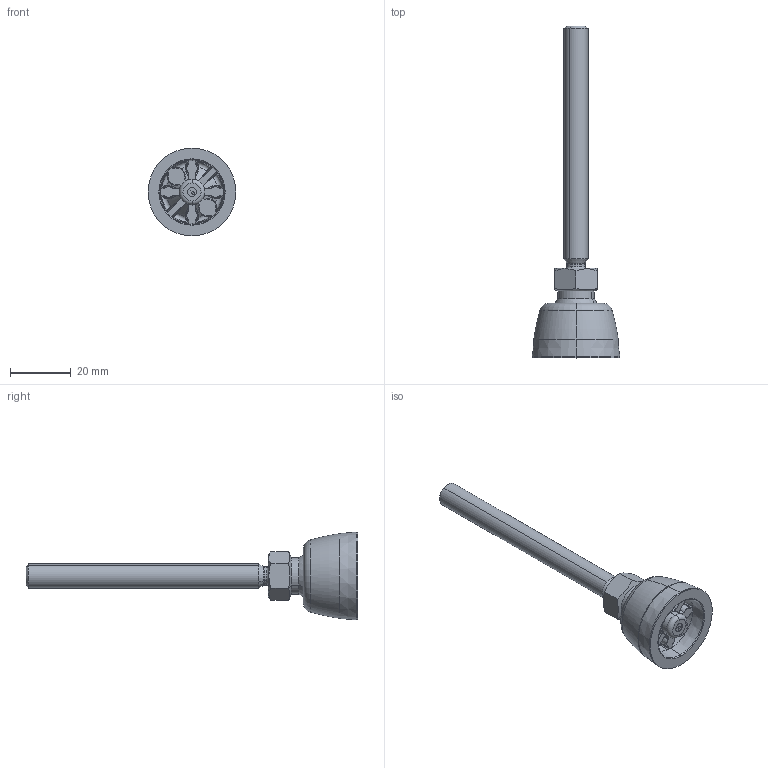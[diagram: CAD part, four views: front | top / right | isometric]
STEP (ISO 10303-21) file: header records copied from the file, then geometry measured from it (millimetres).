
FILE_DESCRIPTION (( 'STEP AP214' ), '1' );
FILE_NAME ('9d030k08080m.STEP', '2024-04-26T09:42:02', ( '' ), ( '' ), 'SwSTEP 2.0', 'SolidWorks 2023', '' );
FILE_SCHEMA (( 'AUTOMOTIVE_DESIGN' ));
Length unit declared in the file: millimetre
Products named in the file (3): 098DM08____-a-Tab_098DM08080M; 9d030k08080m; 098D030K_098d030k
Assembly tree (2 placements, depth 2):
  9d030k08080m
    098D030K_098d030k
    098DM08____-a-Tab_098DM08080M
Bounding box: 29 x 109.6 x 29 mm (x, y, z)
Volume: 13612.1 mm3; surface area: 7006.3 mm2
Topology: 2 solids, 2 shells, 300 faces, 722 edges, 431 vertices
Faces by surface type: bspline 120, plane 64, cone 46, torus 38, sphere 20, cylinder 12
Entity records: 11849 total; most frequent: CARTESIAN_POINT 5814, ORIENTED_EDGE 1424, DIRECTION 1027, EDGE_CURVE 712, AXIS2_PLACEMENT_3D 468, VERTEX_POINT 427, B_SPLINE_CURVE_WITH_KNOTS 330, EDGE_LOOP 311
